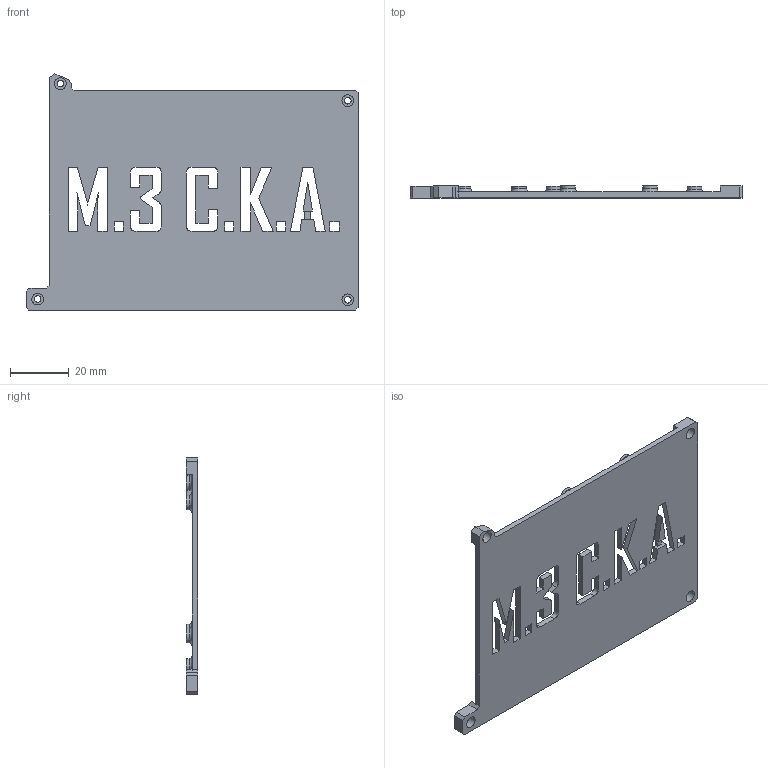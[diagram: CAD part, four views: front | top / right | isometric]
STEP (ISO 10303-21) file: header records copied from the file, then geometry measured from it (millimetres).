
FILE_DESCRIPTION(/* description */ (''),/* implementation_level */ '2;1');
FILE_NAME(/* name */ 'MB2.step',/* time_stamp */ '2026-01-31T19:14:53+01:00',/* author */ (''),/* organization */ (''),/* preprocessor_version */ 'ST-DEVELOPER v20.1',/* originating_system */ 'Autodesk Translation Framework v14.21.0.0',/* authorisation */ '');
FILE_SCHEMA (('AUTOMOTIVE_DESIGN { 1 0 10303 214 3 1 1 }'));
Length unit declared in the file: millimetre
Products named in the file (1): MB2
Bounding box: 113.5 x 4 x 80.72 mm (x, y, z)
Volume: 14926.7 mm3; surface area: 17024.8 mm2
Topology: 1 solids, 1 shells, 182 faces, 484 edges, 322 vertices
Faces by surface type: plane 136, cylinder 24, bspline 14, torus 8
Full cylindrical faces by diameter (mm): 2 x8, 2.25 x4, 4 x4, 5 x8
Entity records: 5841 total; most frequent: CARTESIAN_POINT 1247, ORIENTED_EDGE 968, DIRECTION 862, EDGE_CURVE 484, LINE 380, VECTOR 380, VERTEX_POINT 322, AXIS2_PLACEMENT_3D 241
